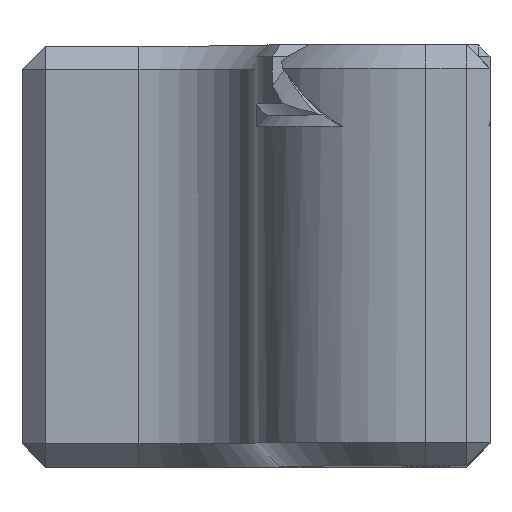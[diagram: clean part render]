
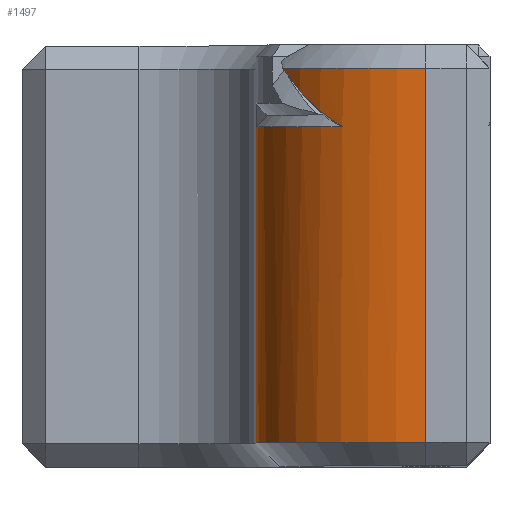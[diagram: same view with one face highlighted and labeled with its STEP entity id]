
A CAD part, top view. The second image highlights one B-rep face of the part: STEP entity #1497.
In plain terms, the highlighted cylindrical face has radius 7.25 mm (diameter 14.5 mm), a partial arc.
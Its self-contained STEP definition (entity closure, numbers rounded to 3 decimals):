
#34=B_SPLINE_CURVE_WITH_KNOTS('',3,(#2159,#2160,#2161,#2162),
 .UNSPECIFIED.,.F.,.F.,(4,4),(-2.595,-2.095),
 .UNSPECIFIED.);
#50=CYLINDRICAL_SURFACE('',#1632,7.25);
#183=FACE_OUTER_BOUND('',#276,.T.);
#276=EDGE_LOOP('',(#1249,#1250,#1251,#1252,#1253,#1254));
#432=LINE('',#2430,#596);
#435=LINE('',#2435,#599);
#596=VECTOR('',#1928,10.);
#599=VECTOR('',#1935,10.);
#657=CIRCLE('',#1577,7.25);
#661=CIRCLE('',#1609,7.25);
#663=CIRCLE('',#1619,7.25);
#694=VERTEX_POINT('',#2157);
#695=VERTEX_POINT('',#2158);
#700=VERTEX_POINT('',#2200);
#751=VERTEX_POINT('',#2362);
#753=VERTEX_POINT('',#2367);
#757=VERTEX_POINT('',#2397);
#822=EDGE_CURVE('',#694,#695,#34,.T.);
#829=EDGE_CURVE('',#700,#694,#657,.T.);
#906=EDGE_CURVE('',#753,#751,#661,.T.);
#923=EDGE_CURVE('',#695,#757,#663,.T.);
#941=EDGE_CURVE('',#753,#757,#432,.T.);
#944=EDGE_CURVE('',#751,#700,#435,.T.);
#1249=ORIENTED_EDGE('',*,*,#829,.F.);
#1250=ORIENTED_EDGE('',*,*,#944,.F.);
#1251=ORIENTED_EDGE('',*,*,#906,.F.);
#1252=ORIENTED_EDGE('',*,*,#941,.T.);
#1253=ORIENTED_EDGE('',*,*,#923,.F.);
#1254=ORIENTED_EDGE('',*,*,#822,.F.);
#1497=ADVANCED_FACE('',(#183),#50,.T.);
#1577=AXIS2_PLACEMENT_3D('',#2202,#1727,#1728);
#1609=AXIS2_PLACEMENT_3D('',#2369,#1857,#1858);
#1619=AXIS2_PLACEMENT_3D('',#2398,#1892,#1893);
#1632=AXIS2_PLACEMENT_3D('',#2436,#1936,#1937);
#1727=DIRECTION('center_axis',(0.,1.,0.));
#1728=DIRECTION('ref_axis',(-0.379,0.,0.925));
#1857=DIRECTION('center_axis',(0.,-1.,0.));
#1858=DIRECTION('ref_axis',(-0.379,0.,0.925));
#1892=DIRECTION('center_axis',(0.,1.,0.));
#1893=DIRECTION('ref_axis',(-0.379,0.,0.925));
#1928=DIRECTION('',(0.,1.,0.));
#1935=DIRECTION('',(0.,1.,0.));
#1936=DIRECTION('center_axis',(0.,1.,0.));
#1937=DIRECTION('ref_axis',(-0.707,0.,0.707));
#2157=CARTESIAN_POINT('',(-6.32,14.5,34.01));
#2158=CARTESIAN_POINT('',(-8.857,17.,31.608));
#2159=CARTESIAN_POINT('Ctrl Pts',(-6.32,14.5,34.01));
#2160=CARTESIAN_POINT('Ctrl Pts',(-7.328,15.102,33.44));
#2161=CARTESIAN_POINT('Ctrl Pts',(-8.214,15.971,32.609));
#2162=CARTESIAN_POINT('Ctrl Pts',(-8.856,17.,31.607));
#2200=CARTESIAN_POINT('',(-10.,14.5,27.7));
#2202=CARTESIAN_POINT('Origin',(-2.75,14.5,27.7));
#2362=CARTESIAN_POINT('',(-10.,1.,27.7));
#2367=CARTESIAN_POINT('',(-2.75,1.,34.95));
#2369=CARTESIAN_POINT('Origin',(-2.75,1.,27.7));
#2397=CARTESIAN_POINT('',(-2.75,17.,34.95));
#2398=CARTESIAN_POINT('Origin',(-2.75,17.,27.7));
#2430=CARTESIAN_POINT('',(-2.75,0.,34.95));
#2435=CARTESIAN_POINT('',(-10.,0.,27.7));
#2436=CARTESIAN_POINT('Origin',(-2.75,0.,27.7));
